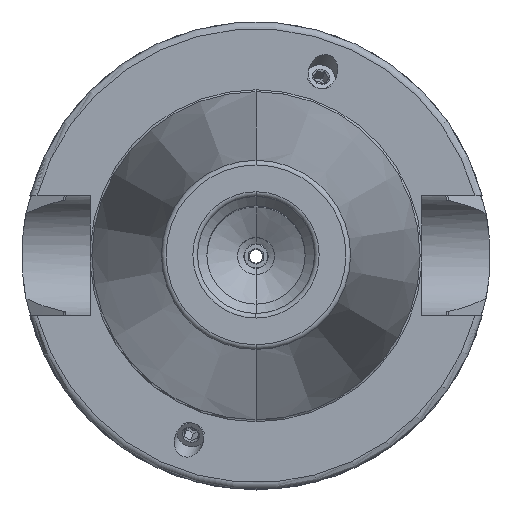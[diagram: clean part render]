
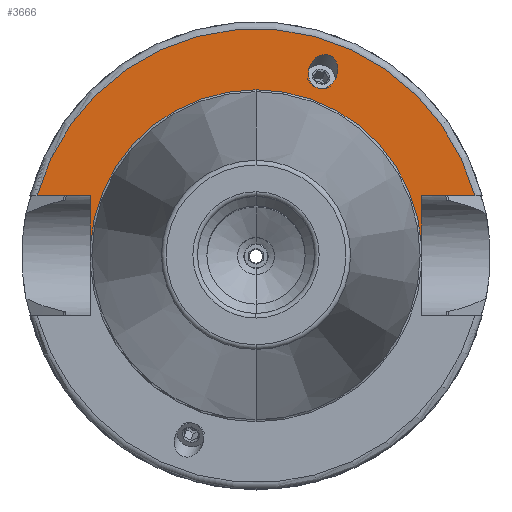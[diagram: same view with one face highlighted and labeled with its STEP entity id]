
A CAD part, top view. The second image highlights one B-rep face of the part: STEP entity #3666.
In plain terms, the highlighted planar face has unit normal (0, 0, 1).
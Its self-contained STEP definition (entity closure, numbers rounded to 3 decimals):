
#697=DIRECTION('',(1,0,0));
#698=VECTOR('',#697,11.367);
#699=CARTESIAN_POINT('',(-46.767,12.85,35));
#700=LINE('',#699,#698);
#701=DIRECTION('',(-1,0,0));
#702=VECTOR('',#701,11.367);
#703=CARTESIAN_POINT('',(46.767,12.85,35));
#704=LINE('',#703,#702);
#705=DIRECTION('',(0,-1,0));
#706=VECTOR('',#705,10.609);
#707=CARTESIAN_POINT('',(35.4,12.85,35));
#708=LINE('',#707,#706);
#709=DIRECTION('',(0,1,0));
#710=VECTOR('',#709,10.609);
#711=CARTESIAN_POINT('',(-35.4,2.241,35));
#712=LINE('',#711,#710);
#713=DIRECTION('',(-0.94,0.342,0));
#714=VECTOR('',#713,1.1);
#715=CARTESIAN_POINT('',(13.595,35.744,35));
#716=LINE('',#715,#714);
#727=CARTESIAN_POINT('',(0,0,35));
#728=DIRECTION('',(0,0,1));
#729=DIRECTION('',(0,1,0));
#730=AXIS2_PLACEMENT_3D('',#727,#728,#729);
#758=CARTESIAN_POINT('',(0,0,35));
#759=DIRECTION('',(0,0,-1));
#760=DIRECTION('',(0,1,0));
#761=AXIS2_PLACEMENT_3D('',#758,#759,#760);
#827=CARTESIAN_POINT('',(0,0,35));
#828=DIRECTION('',(0,0,1));
#829=DIRECTION('',(0.964,0.265,0));
#830=AXIS2_PLACEMENT_3D('',#827,#828,#829);
#2145=CARTESIAN_POINT('',(12.561,36.12,35));
#2146=CARTESIAN_POINT('',(12.346,36.257,35));
#2147=CARTESIAN_POINT('',(11.901,36.63,35));
#2148=CARTESIAN_POINT('',(11.324,37.62,35));
#2149=CARTESIAN_POINT('',(11.096,39.085,35));
#2150=CARTESIAN_POINT('',(11.491,40.778,35));
#2151=CARTESIAN_POINT('',(12.488,42.174,35));
#2152=CARTESIAN_POINT('',(13.713,42.92,35));
#2153=CARTESIAN_POINT('',(14.625,43.055,35));
#2154=CARTESIAN_POINT('',(15.229,42.988,35));
#2155=CARTESIAN_POINT('',(15.607,42.881,35));
#2156=CARTESIAN_POINT('',(15.966,42.72,35));
#2157=CARTESIAN_POINT('',(16.472,42.383,35));
#2158=CARTESIAN_POINT('',(17.084,41.693,35));
#2159=CARTESIAN_POINT('',(17.543,40.334,35));
#2160=CARTESIAN_POINT('',(17.409,38.625,35));
#2161=CARTESIAN_POINT('',(16.623,37.074,35));
#2162=CARTESIAN_POINT('',(15.507,36.098,35));
#2163=CARTESIAN_POINT('',(14.429,35.711,35));
#2164=CARTESIAN_POINT('',(13.848,35.711,35));
#2165=CARTESIAN_POINT('',(13.595,35.744,35));
#2499=CARTESIAN_POINT('',(-46.767,12.85,35));
#2500=CARTESIAN_POINT('',(-35.4,12.85,35));
#2501=VERTEX_POINT('',#2499);
#2502=VERTEX_POINT('',#2500);
#2503=CARTESIAN_POINT('',(35.4,12.85,35));
#2504=CARTESIAN_POINT('',(35.4,2.241,35));
#2505=VERTEX_POINT('',#2503);
#2506=VERTEX_POINT('',#2504);
#2511=CARTESIAN_POINT('',(46.767,12.85,35));
#2512=VERTEX_POINT('',#2511);
#2557=CARTESIAN_POINT('',(0,35.471,35));
#2559=VERTEX_POINT('',#2557);
#2569=CARTESIAN_POINT('',(-35.4,2.241,35));
#2570=VERTEX_POINT('',#2569);
#2577=CARTESIAN_POINT('',(13.595,35.744,35));
#2578=CARTESIAN_POINT('',(12.561,36.12,35));
#2579=VERTEX_POINT('',#2577);
#2580=VERTEX_POINT('',#2578);
#3641=CARTESIAN_POINT('',(0,0,35));
#3642=DIRECTION('',(0,0,-1));
#3643=DIRECTION('',(0,-1,0));
#3644=AXIS2_PLACEMENT_3D('',#3641,#3642,#3643);
#3645=PLANE('',#3644);
#3646=ORIENTED_EDGE('',*,*,#3444,.F.);
#3648=ORIENTED_EDGE('',*,*,#3647,.F.);
#3650=ORIENTED_EDGE('',*,*,#3649,.T.);
#3652=ORIENTED_EDGE('',*,*,#3651,.T.);
#3654=ORIENTED_EDGE('',*,*,#3653,.F.);
#3656=ORIENTED_EDGE('',*,*,#3655,.T.);
#3657=ORIENTED_EDGE('',*,*,#3417,.T.);
#3658=EDGE_LOOP('',(#3646,#3648,#3650,#3652,#3654,#3656,#3657));
#3659=FACE_OUTER_BOUND('',#3658,.F.);
#3661=ORIENTED_EDGE('',*,*,#3660,.F.);
#3663=ORIENTED_EDGE('',*,*,#3662,.F.);
#3664=EDGE_LOOP('',(#3661,#3663));
#3665=FACE_BOUND('',#3664,.F.);
#3666=ADVANCED_FACE('',(#3659,#3665),#3645,.F.);
#731=CIRCLE('',#730,35.471);
#762=CIRCLE('',#761,35.471);
#831=CIRCLE('',#830,48.5);
#2166=B_SPLINE_CURVE_WITH_KNOTS('',3,(#2145,#2146,#2147,#2148,#2149,#2150,#2151,
#2152,#2153,#2154,#2155,#2156,#2157,#2158,#2159,#2160,#2161,#2162,#2163,#2164,
#2165),.UNSPECIFIED.,.F.,.F.,(4,1,1,1,1,1,1,1,1,1,1,1,1,1,1,1,1,1,4),(0,
0.063,0.125,0.188,0.25,0.313,0.375,0.438,0.469,0.5,
0.531,0.563,0.625,0.688,0.75,0.813,0.875,0.938,1),
.UNSPECIFIED.);
#3417=EDGE_CURVE('',#2570,#2502,#712,.T.);
#3444=EDGE_CURVE('',#2501,#2502,#700,.T.);
#3647=EDGE_CURVE('',#2512,#2501,#831,.T.);
#3649=EDGE_CURVE('',#2512,#2505,#704,.T.);
#3651=EDGE_CURVE('',#2505,#2506,#708,.T.);
#3653=EDGE_CURVE('',#2559,#2506,#762,.T.);
#3655=EDGE_CURVE('',#2559,#2570,#731,.T.);
#3660=EDGE_CURVE('',#2579,#2580,#716,.T.);
#3662=EDGE_CURVE('',#2580,#2579,#2166,.T.);
